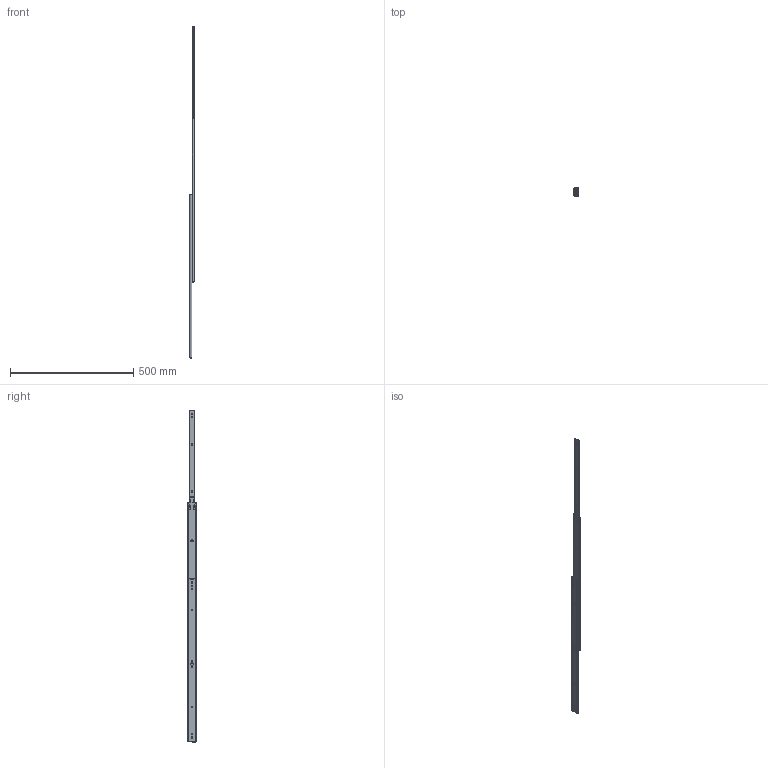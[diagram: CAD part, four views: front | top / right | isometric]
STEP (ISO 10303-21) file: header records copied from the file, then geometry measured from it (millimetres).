
FILE_DESCRIPTION (( 'STEP AP203' ), '1' );
FILE_NAME ('3535-26.step', '2021-03-03T23:55:31', ( '' ), ( '' ), 'SwSTEP 2.0', 'SolidWorks 2019', '' );
FILE_SCHEMA (( 'CONFIG_CONTROL_DESIGN' ));
Length unit declared in the file: millimetre
Products named in the file (12): PN102リベット; ICM 3535-26 ; PN81バネ（圧縮）; OCM 3535-26  ; IM 3535-26 ; PN235リードイン　 ; PN87（カシメ）; 3535-26; PN49 ; OM 3535-26 ; PN86ロック　 ; PN1 
Assembly tree (12 placements, depth 2):
  3535-26
    OM 3535-26 
    ICM 3535-26 
    OCM 3535-26  
    PN86ロック　 
    PN87（カシメ）
    PN235リードイン　 
    PN49 
    PN1 
    IM 3535-26 
    PN81バネ（圧縮）
    PN102リベット  x2
Bounding box: 19.2 x 35.3 x 1346.9 mm (x, y, z)
Volume: 154922.5 mm3; surface area: 203563 mm2
Topology: 12 solids, 12 shells, 583 faces, 1607 edges, 1032 vertices
Faces by surface type: cylinder 288, plane 273, sphere 16, bspline 4, torus 2
Entity records: 20529 total; most frequent: CARTESIAN_POINT 4362, ORIENTED_EDGE 3158, DIRECTION 3103, EDGE_CURVE 1579, AXIS2_PLACEMENT_3D 1083, VERTEX_POINT 1024, LINE 937, VECTOR 937
